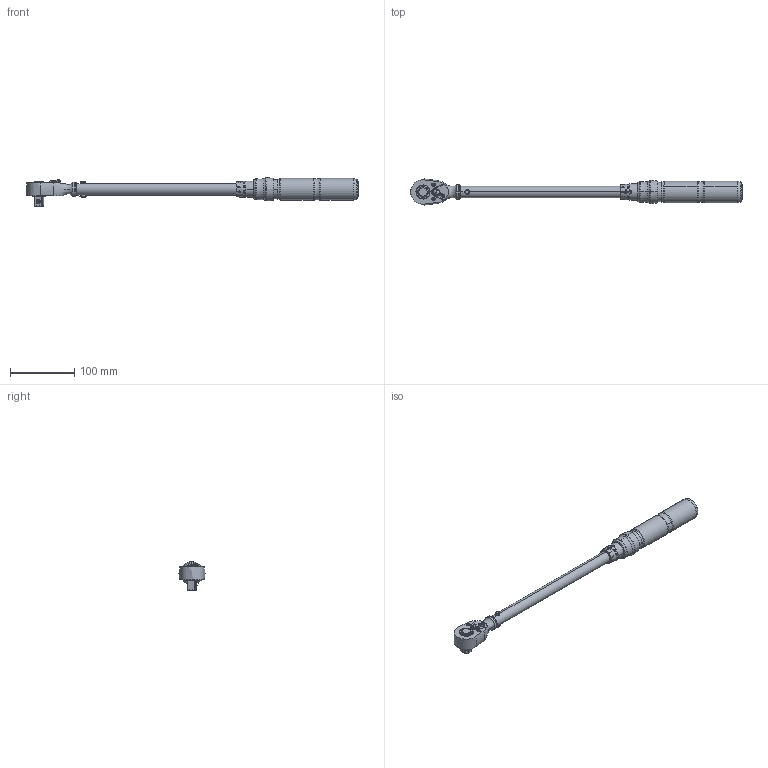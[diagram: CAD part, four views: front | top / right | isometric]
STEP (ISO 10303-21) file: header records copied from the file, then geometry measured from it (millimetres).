
FILE_DESCRIPTION((''),'2;1');
FILE_NAME('8434030003_SW0003','2020-10-30T18:27:03',('INEVDh'),(''),'CREO PARAMETRIC BY PTC INC, 2018100','CREO PARAMETRIC BY PTC INC, 2018100','');
FILE_SCHEMA(('CONFIG_CONTROL_DESIGN'));
Products named in the file (1): 8434030003_SW0003
Bounding box: 518.33 x 40.69 x 44.64 mm (x, y, z)
Volume: 267272.7 mm3; surface area: 47945.7 mm2
Topology: 2 solids, 2 shells, 1181 faces, 3187 edges, 2083 vertices
Faces by surface type: plane 312, bspline 308, cone 299, cylinder 199, torus 60, sphere 3
Entity records: 108827 total; most frequent: CARTESIAN_POINT 80992, ORIENTED_EDGE 6356, DIRECTION 5013, EDGE_CURVE 3178, VERTEX_POINT 2083, AXIS2_PLACEMENT_3D 1939, EDGE_LOOP 1275, FACE_OUTER_BOUND 1181
